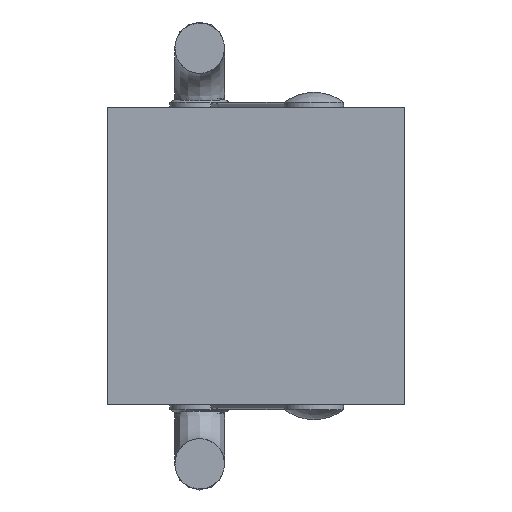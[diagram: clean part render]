
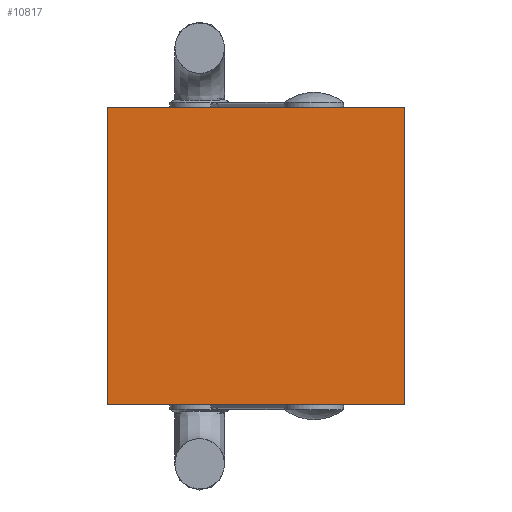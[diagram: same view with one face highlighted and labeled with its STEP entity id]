
A CAD part, front view. The second image highlights one B-rep face of the part: STEP entity #10817.
In plain terms, the highlighted planar face has unit normal (0, -1, 0).
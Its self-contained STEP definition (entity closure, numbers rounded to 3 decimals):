
#3017 = LINE ( 'NONE', #3584, #3020 ) ;
#3019 = LINE ( 'NONE', #3588, #3026 ) ;
#3020 = VECTOR ( 'NONE', #3590, 1000. ) ;
#3026 = VECTOR ( 'NONE', #3596, 1000. ) ;
#3027 = LINE ( 'NONE', #3599, #3029 ) ;
#3029 = VECTOR ( 'NONE', #3600, 1000. ) ;
#3032 = LINE ( 'NONE', #3609, #3034 ) ;
#3034 = VECTOR ( 'NONE', #3614, 1000. ) ;
#3584 = CARTESIAN_POINT ( 'NONE',  ( 1.5, -0.51, -1.5 ) ) ;
#3588 = CARTESIAN_POINT ( 'NONE',  ( 1.5, -0.51, 1.5 ) ) ;
#3590 = DIRECTION ( 'NONE',  ( 1., 0., 0. ) ) ;
#3596 = DIRECTION ( 'NONE',  ( 0., 0., 1. ) ) ;
#3599 = CARTESIAN_POINT ( 'NONE',  ( 1.5, -0.51, 1.5 ) ) ;
#3600 = DIRECTION ( 'NONE',  ( -1., 0., 0. ) ) ;
#3609 = CARTESIAN_POINT ( 'NONE',  ( -1.5, -0.51, 1.5 ) ) ;
#3614 = DIRECTION ( 'NONE',  ( 0., 0., -1. ) ) ;
#4217 = CARTESIAN_POINT ( 'NONE',  ( -1.5, -0.51, -1.5 ) ) ;
#4229 = CARTESIAN_POINT ( 'NONE',  ( -1.5, -0.51, 1.5 ) ) ;
#4230 = CARTESIAN_POINT ( 'NONE',  ( 1.5, -0.51, 1.5 ) ) ;
#4231 = CARTESIAN_POINT ( 'NONE',  ( 1.5, -0.51, -1.5 ) ) ;
#5266 = AXIS2_PLACEMENT_3D ( 'NONE', #6472, #6473, #6474 ) ;
#6453 = PLANE ( 'NONE',  #5266 ) ;
#6472 = CARTESIAN_POINT ( 'NONE',  ( 0., -0.51, 0. ) ) ;
#6473 = DIRECTION ( 'NONE',  ( 0., 1., 0. ) ) ;
#6474 = DIRECTION ( 'NONE',  ( 0., 0., 1. ) ) ;
#6861 = FACE_OUTER_BOUND ( 'NONE', #12659, .T. ) ;
#9072 = ORIENTED_EDGE ( 'NONE', *, *, #9460, .T. ) ;
#9073 = ORIENTED_EDGE ( 'NONE', *, *, #9458, .T. ) ;
#9074 = ORIENTED_EDGE ( 'NONE', *, *, #9465, .T. ) ;
#9090 = ORIENTED_EDGE ( 'NONE', *, *, #9455, .T. ) ;
#9455 = EDGE_CURVE ( 'NONE', #9637, #9649, #3017, .T. ) ;
#9458 = EDGE_CURVE ( 'NONE', #9649, #9648, #3019, .T. ) ;
#9460 = EDGE_CURVE ( 'NONE', #9648, #9646, #3027, .T. ) ;
#9465 = EDGE_CURVE ( 'NONE', #9646, #9637, #3032, .T. ) ;
#9637 = VERTEX_POINT ( 'NONE', #4217 ) ;
#9646 = VERTEX_POINT ( 'NONE', #4229 ) ;
#9648 = VERTEX_POINT ( 'NONE', #4230 ) ;
#9649 = VERTEX_POINT ( 'NONE', #4231 ) ;
#10817 = ADVANCED_FACE ( 'NONE', ( #6861 ), #6453, .F. ) ;
#12659 = EDGE_LOOP ( 'NONE', ( #9074, #9090, #9073, #9072 ) ) ;
